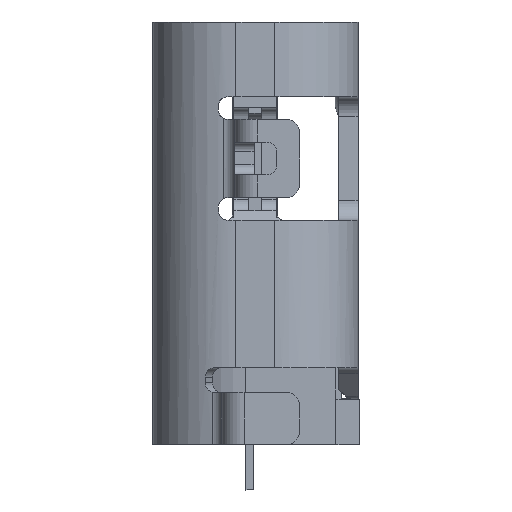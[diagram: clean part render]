
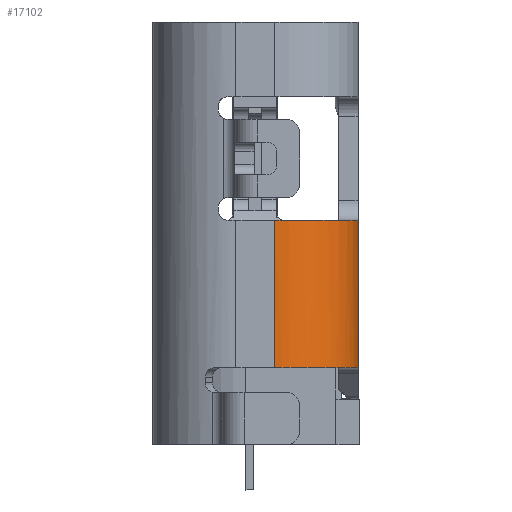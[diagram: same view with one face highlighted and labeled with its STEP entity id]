
A CAD part, left-side view. The second image highlights one B-rep face of the part: STEP entity #17102.
In plain terms, the highlighted cylindrical face has radius 1.28 mm (diameter 2.56 mm), a partial arc.
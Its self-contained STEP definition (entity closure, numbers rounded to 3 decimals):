
#186 = CARTESIAN_POINT ( 'NONE',  ( 4.118, -1.188, -5.388 ) ) ;
#578 = EDGE_CURVE ( 'NONE', #4967, #14384, #10126, .T. ) ;
#688 = ORIENTED_EDGE ( 'NONE', *, *, #17534, .F. ) ;
#743 = EDGE_CURVE ( 'NONE', #4967, #16161, #18591, .T. ) ;
#888 = CARTESIAN_POINT ( 'NONE',  ( 3.351, -1.585, -5.388 ) ) ;
#1685 = CARTESIAN_POINT ( 'NONE',  ( 4.145, -1.157, -5.388 ) ) ;
#1736 = CARTESIAN_POINT ( 'NONE',  ( 3.19, -1.585, -5.388 ) ) ;
#2532 = CARTESIAN_POINT ( 'NONE',  ( 3.19, -0.305, -7.658 ) ) ;
#2957 = DIRECTION ( 'NONE',  ( 1., 0., 0. ) ) ;
#4557 = AXIS2_PLACEMENT_3D ( 'NONE', #2532, #6787, #2957 ) ;
#4757 = CARTESIAN_POINT ( 'NONE',  ( 4.33, -0.907, -5.388 ) ) ;
#4866 = CARTESIAN_POINT ( 'NONE',  ( 4.059, -1.245, -5.388 ) ) ;
#4967 = VERTEX_POINT ( 'NONE', #1685 ) ;
#5333 = VERTEX_POINT ( 'NONE', #10155 ) ;
#5836 = CARTESIAN_POINT ( 'NONE',  ( 3.94, -1.354, -5.388 ) ) ;
#6647 = CARTESIAN_POINT ( 'NONE',  ( 4.089, -1.217, -5.388 ) ) ;
#6787 = DIRECTION ( 'NONE',  ( 0., 0., 1. ) ) ;
#7273 = CARTESIAN_POINT ( 'NONE',  ( 4.249, -1.041, -5.388 ) ) ;
#10089 = ORIENTED_EDGE ( 'NONE', *, *, #18338, .T. ) ;
#10126 = B_SPLINE_CURVE_WITH_KNOTS ( 'NONE', 3,
 ( #24929, #7273, #4757, #13776, #18335, #22732 ),
 .UNSPECIFIED., .F., .F.,
 ( 4, 2, 4 ),
 ( 0., 0.5, 1. ),
 .UNSPECIFIED. ) ;
#10155 = CARTESIAN_POINT ( 'NONE',  ( 3.19, -1.585, -7.658 ) ) ;
#10816 = B_SPLINE_CURVE_WITH_KNOTS ( 'NONE', 3,
 ( #1736, #888, #17086, #25985, #5836, #23806 ),
 .UNSPECIFIED., .F., .F.,
 ( 4, 2, 4 ),
 ( 0., 0.5, 1. ),
 .UNSPECIFIED. ) ;
#11103 = AXIS2_PLACEMENT_3D ( 'NONE', #27408, #25074, #18189 ) ;
#12711 = CARTESIAN_POINT ( 'NONE',  ( 4.47, -0.305, -5.388 ) ) ;
#12895 = CARTESIAN_POINT ( 'NONE',  ( 4.059, -1.245, -5.388 ) ) ;
#12947 = EDGE_CURVE ( 'NONE', #5333, #15142, #26670, .T. ) ;
#13416 = EDGE_LOOP ( 'NONE', ( #28015, #22801, #688, #16937, #10089, #16851 ) ) ;
#13594 = CARTESIAN_POINT ( 'NONE',  ( 4.145, -1.157, -5.388 ) ) ;
#13776 = CARTESIAN_POINT ( 'NONE',  ( 4.442, -0.615, -5.388 ) ) ;
#14261 = CARTESIAN_POINT ( 'NONE',  ( 4.47, -0.305, -9.208 ) ) ;
#14384 = VERTEX_POINT ( 'NONE', #12711 ) ;
#15142 = VERTEX_POINT ( 'NONE', #18219 ) ;
#15788 = CARTESIAN_POINT ( 'NONE',  ( 4.47, -0.305, -7.658 ) ) ;
#16161 = VERTEX_POINT ( 'NONE', #12895 ) ;
#16851 = ORIENTED_EDGE ( 'NONE', *, *, #26956, .F. ) ;
#16937 = ORIENTED_EDGE ( 'NONE', *, *, #12947, .F. ) ;
#17086 = CARTESIAN_POINT ( 'NONE',  ( 3.507, -1.556, -5.388 ) ) ;
#17102 = ADVANCED_FACE ( 'NONE', ( #20655 ), #23016, .T. ) ;
#17534 = EDGE_CURVE ( 'NONE', #15142, #16161, #10816, .T. ) ;
#18189 = DIRECTION ( 'NONE',  ( 1., 0., 0. ) ) ;
#18219 = CARTESIAN_POINT ( 'NONE',  ( 3.19, -1.585, -5.388 ) ) ;
#18335 = CARTESIAN_POINT ( 'NONE',  ( 4.47, -0.463, -5.388 ) ) ;
#18338 = EDGE_CURVE ( 'NONE', #5333, #18815, #24777, .T. ) ;
#18591 = B_SPLINE_CURVE_WITH_KNOTS ( 'NONE', 3,
 ( #13594, #186, #6647, #4866 ),
 .UNSPECIFIED., .F., .F.,
 ( 4, 4 ),
 ( 0., 1. ),
 .UNSPECIFIED. ) ;
#18815 = VERTEX_POINT ( 'NONE', #15788 ) ;
#18947 = DIRECTION ( 'NONE',  ( 0., 0., -1. ) ) ;
#20655 = FACE_OUTER_BOUND ( 'NONE', #13416, .T. ) ;
#22732 = CARTESIAN_POINT ( 'NONE',  ( 4.47, -0.305, -5.388 ) ) ;
#22801 = ORIENTED_EDGE ( 'NONE', *, *, #743, .T. ) ;
#23016 = CYLINDRICAL_SURFACE ( 'NONE', #11103, 1.28 ) ;
#23069 = LINE ( 'NONE', #14261, #29074 ) ;
#23806 = CARTESIAN_POINT ( 'NONE',  ( 4.059, -1.245, -5.388 ) ) ;
#24777 = CIRCLE ( 'NONE', #4557, 1.28 ) ;
#24929 = CARTESIAN_POINT ( 'NONE',  ( 4.145, -1.157, -5.388 ) ) ;
#25074 = DIRECTION ( 'NONE',  ( 0., 0., 1. ) ) ;
#25985 = CARTESIAN_POINT ( 'NONE',  ( 3.806, -1.438, -5.388 ) ) ;
#26375 = CARTESIAN_POINT ( 'NONE',  ( 3.19, -1.585, -8.408 ) ) ;
#26534 = DIRECTION ( 'NONE',  ( 0., 0., 1. ) ) ;
#26670 = LINE ( 'NONE', #26375, #28330 ) ;
#26956 = EDGE_CURVE ( 'NONE', #14384, #18815, #23069, .T. ) ;
#27408 = CARTESIAN_POINT ( 'NONE',  ( 3.19, -0.305, -6.258 ) ) ;
#28015 = ORIENTED_EDGE ( 'NONE', *, *, #578, .F. ) ;
#28330 = VECTOR ( 'NONE', #26534, 1000. ) ;
#29074 = VECTOR ( 'NONE', #18947, 1000. ) ;
